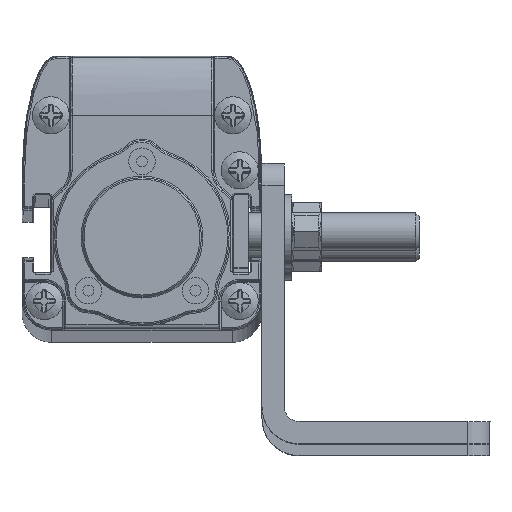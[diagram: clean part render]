
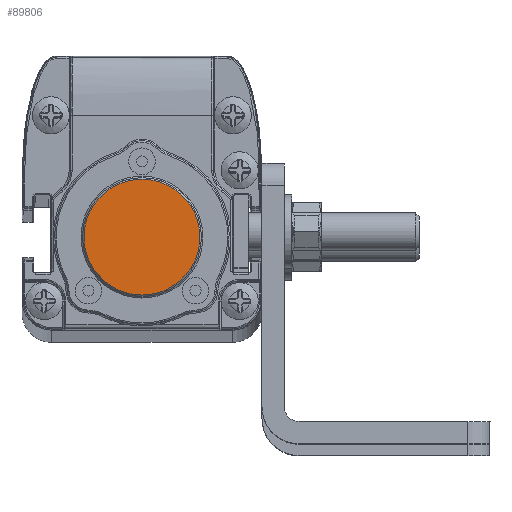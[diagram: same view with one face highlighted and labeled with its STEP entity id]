
A CAD part, top view. The second image highlights one B-rep face of the part: STEP entity #89806.
In plain terms, the highlighted planar face has unit normal (0, 0, 1).
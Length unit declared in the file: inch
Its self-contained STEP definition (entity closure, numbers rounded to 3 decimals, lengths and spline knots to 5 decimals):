
#5726 = CARTESIAN_POINT ( 'NONE',  ( -0.15465, 0.26833, 38.70583 ) ) ;
#5890 = CARTESIAN_POINT ( 'NONE',  ( 0., -0.30709, 38.70583 ) ) ;
#6956 = CARTESIAN_POINT ( 'NONE',  ( -0.24557, 0.18872, 38.70583 ) ) ;
#8682 = CARTESIAN_POINT ( 'NONE',  ( 0.08038, 0.29909, 38.70583 ) ) ;
#9287 = CARTESIAN_POINT ( 'NONE',  ( 0.26833, 0.15465, 38.70583 ) ) ;
#9517 = ORIENTED_EDGE ( 'NONE', *, *, #40752, .F. ) ;
#9519 = CARTESIAN_POINT ( 'NONE',  ( 0., 0.30709, 38.70583 ) ) ;
#12829 = EDGE_CURVE ( 'NONE', #23294, #66212, #49343, .T. ) ;
#13322 = CARTESIAN_POINT ( 'NONE',  ( -0.18872, 0.24557, 38.70583 ) ) ;
#13771 = EDGE_LOOP ( 'NONE', ( #9517, #54934 ) ) ;
#20330 = CARTESIAN_POINT ( 'NONE',  ( -0.29909, 0.08038, 38.70583 ) ) ;
#23294 = VERTEX_POINT ( 'NONE', #5890 ) ;
#27647 = CARTESIAN_POINT ( 'NONE',  ( -0.26833, 0.15465, 38.70583 ) ) ;
#27951 = CARTESIAN_POINT ( 'NONE',  ( 0., 0.30709, 38.70583 ) ) ;
#28259 = CARTESIAN_POINT ( 'NONE',  ( -0.18872, -0.24557, 38.70583 ) ) ;
#30620 = CARTESIAN_POINT ( 'NONE',  ( 0.15465, -0.26833, 38.70583 ) ) ;
#31227 = CARTESIAN_POINT ( 'NONE',  ( 0.26833, -0.15465, 38.70583 ) ) ;
#35297 = CARTESIAN_POINT ( 'NONE',  ( -0.29909, -0.08038, 38.70583 ) ) ;
#37643 = CARTESIAN_POINT ( 'NONE',  ( 0.24557, -0.18872, 38.70583 ) ) ;
#38249 = CARTESIAN_POINT ( 'NONE',  ( 0.29909, 0.08038, 38.70583 ) ) ;
#38564 = CARTESIAN_POINT ( 'NONE',  ( 0.18872, -0.24557, 38.70583 ) ) ;
#38876 = CARTESIAN_POINT ( 'NONE',  ( 0.30709, 0.0402, 38.70583 ) ) ;
#40752 = EDGE_CURVE ( 'NONE', #66212, #23294, #52682, .T. ) ;
#43544 = CARTESIAN_POINT ( 'NONE',  ( -0.15465, -0.26833, 38.70583 ) ) ;
#45529 = CARTESIAN_POINT ( 'NONE',  ( 0.24557, 0.18872, 38.70583 ) ) ;
#49343 = B_SPLINE_CURVE_WITH_KNOTS ( 'NONE', 3,
 ( #50519, #79413, #65099, #43544, #28259, #71840, #57154, #35297, #93045, #79091, #20330, #27647, #6956, #13322, #5726, #93956, #71202, #27951 ),
 .UNSPECIFIED., .F., .F.,
 ( 4, 2, 2, 2, 2, 2, 2, 2, 4 ),
 ( 0., 0.125, 0.25, 0.375, 0.5, 0.625, 0.75, 0.875, 1. ),
 .UNSPECIFIED. ) ;
#50519 = CARTESIAN_POINT ( 'NONE',  ( 0., -0.30709, 38.70583 ) ) ;
#52682 = B_SPLINE_CURVE_WITH_KNOTS ( 'NONE', 3,
 ( #94118, #72935, #8682, #81717, #66480, #45529, #9287, #38249, #38876, #66811, #74756, #31227, #37643, #38564, #30620, #82033, #81406, #73861 ),
 .UNSPECIFIED., .F., .F.,
 ( 4, 2, 2, 2, 2, 2, 2, 2, 4 ),
 ( 0., 0.125, 0.25, 0.375, 0.5, 0.625, 0.75, 0.875, 1. ),
 .UNSPECIFIED. ) ;
#53731 = DIRECTION ( 'NONE',  ( 1., 0., 0. ) ) ;
#54934 = ORIENTED_EDGE ( 'NONE', *, *, #12829, .F. ) ;
#57154 = CARTESIAN_POINT ( 'NONE',  ( -0.26833, -0.15465, 38.70583 ) ) ;
#65099 = CARTESIAN_POINT ( 'NONE',  ( -0.08038, -0.29909, 38.70583 ) ) ;
#65165 = AXIS2_PLACEMENT_3D ( 'NONE', #74419, #75033, #53731 ) ;
#66212 = VERTEX_POINT ( 'NONE', #9519 ) ;
#66480 = CARTESIAN_POINT ( 'NONE',  ( 0.18872, 0.24557, 38.70583 ) ) ;
#66811 = CARTESIAN_POINT ( 'NONE',  ( 0.30709, -0.0402, 38.70583 ) ) ;
#71202 = CARTESIAN_POINT ( 'NONE',  ( -0.0402, 0.30709, 38.70583 ) ) ;
#71840 = CARTESIAN_POINT ( 'NONE',  ( -0.24557, -0.18872, 38.70583 ) ) ;
#72935 = CARTESIAN_POINT ( 'NONE',  ( 0.0402, 0.30709, 38.70583 ) ) ;
#73861 = CARTESIAN_POINT ( 'NONE',  ( 0., -0.30709, 38.70583 ) ) ;
#74419 = CARTESIAN_POINT ( 'NONE',  ( -0.61417, -0.53189, 38.70583 ) ) ;
#74756 = CARTESIAN_POINT ( 'NONE',  ( 0.29909, -0.08038, 38.70583 ) ) ;
#75033 = DIRECTION ( 'NONE',  ( 0., 0., 1. ) ) ;
#75361 = FACE_OUTER_BOUND ( 'NONE', #13771, .T. ) ;
#79091 = CARTESIAN_POINT ( 'NONE',  ( -0.30709, 0.0402, 38.70583 ) ) ;
#79413 = CARTESIAN_POINT ( 'NONE',  ( -0.0402, -0.30709, 38.70583 ) ) ;
#81406 = CARTESIAN_POINT ( 'NONE',  ( 0.0402, -0.30709, 38.70583 ) ) ;
#81717 = CARTESIAN_POINT ( 'NONE',  ( 0.15465, 0.26833, 38.70583 ) ) ;
#82033 = CARTESIAN_POINT ( 'NONE',  ( 0.08038, -0.29909, 38.70583 ) ) ;
#88408 = PLANE ( 'NONE',  #65165 ) ;
#89806 = ADVANCED_FACE ( 'NONE', ( #75361 ), #88408, .T. ) ;
#93045 = CARTESIAN_POINT ( 'NONE',  ( -0.30709, -0.0402, 38.70583 ) ) ;
#93956 = CARTESIAN_POINT ( 'NONE',  ( -0.08038, 0.29909, 38.70583 ) ) ;
#94118 = CARTESIAN_POINT ( 'NONE',  ( 0., 0.30709, 38.70583 ) ) ;
